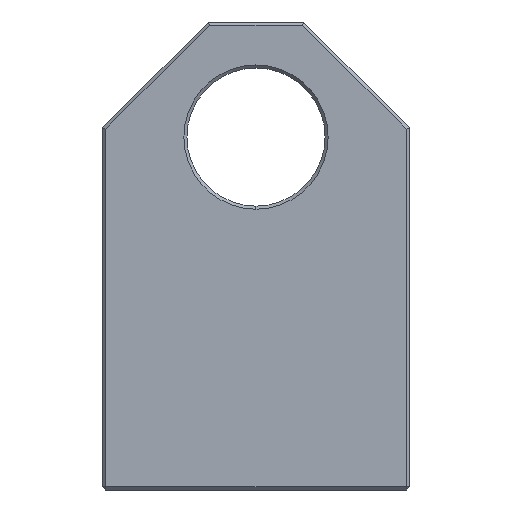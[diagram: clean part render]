
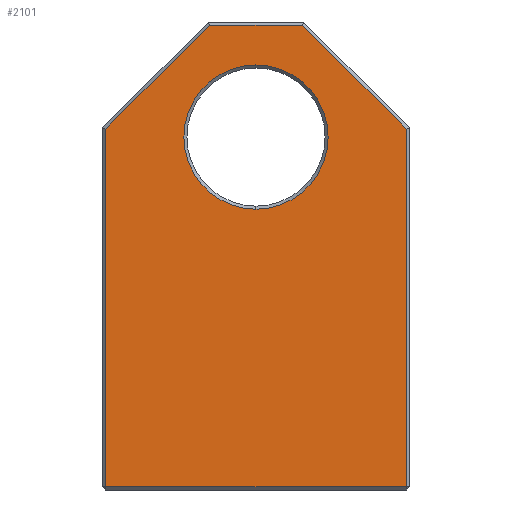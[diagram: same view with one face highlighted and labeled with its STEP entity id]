
A CAD part, left-side view. The second image highlights one B-rep face of the part: STEP entity #2101.
In plain terms, the highlighted planar face has unit normal (-1, 0, 0).
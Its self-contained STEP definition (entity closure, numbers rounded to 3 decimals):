
#33 = DIRECTION ( 'NONE',  ( 0., -1., 0. ) ) ;
#64 = DIRECTION ( 'NONE',  ( 0., 0., -1. ) ) ;
#73 = EDGE_CURVE ( 'NONE', #1130, #508, #1962, .T. ) ;
#83 = AXIS2_PLACEMENT_3D ( 'NONE', #1609, #1264, #767 ) ;
#210 = CARTESIAN_POINT ( 'NONE',  ( -9.5, 9.062, 9.062 ) ) ;
#302 = LINE ( 'NONE', #1853, #1322 ) ;
#354 = CARTESIAN_POINT ( 'NONE',  ( -9.5, 14.976, -2.9 ) ) ;
#367 = EDGE_CURVE ( 'NONE', #1203, #672, #1068, .T. ) ;
#421 = DIRECTION ( 'NONE',  ( 0., 0., 1. ) ) ;
#446 = CARTESIAN_POINT ( 'NONE',  ( -9.5, 18., -14.9 ) ) ;
#491 = DIRECTION ( 'NONE',  ( 0., 0., -1. ) ) ;
#508 = VERTEX_POINT ( 'NONE', #1184 ) ;
#664 = CARTESIAN_POINT ( 'NONE',  ( -9.5, 27.8, 0. ) ) ;
#667 = ORIENTED_EDGE ( 'NONE', *, *, #1886, .T. ) ;
#672 = VERTEX_POINT ( 'NONE', #1553 ) ;
#736 = DIRECTION ( 'NONE',  ( 0., 0.707, -0.707 ) ) ;
#767 = DIRECTION ( 'NONE',  ( 0., 0., -1. ) ) ;
#794 = ORIENTED_EDGE ( 'NONE', *, *, #1556, .T. ) ;
#837 = VERTEX_POINT ( 'NONE', #446 ) ;
#896 = FACE_BOUND ( 'NONE', #1657, .T. ) ;
#904 = DIRECTION ( 'NONE',  ( 0., 1., 0. ) ) ;
#934 = CIRCLE ( 'NONE', #83, 4.7 ) ;
#1043 = LINE ( 'NONE', #1221, #1364 ) ;
#1068 = LINE ( 'NONE', #1401, #1375 ) ;
#1102 = CARTESIAN_POINT ( 'NONE',  ( -9.5, 0., 0. ) ) ;
#1106 = VECTOR ( 'NONE', #491, 1000. ) ;
#1119 = ORIENTED_EDGE ( 'NONE', *, *, #367, .T. ) ;
#1130 = VERTEX_POINT ( 'NONE', #2221 ) ;
#1184 = CARTESIAN_POINT ( 'NONE',  ( -9.5, 8.2, -9.676 ) ) ;
#1203 = VERTEX_POINT ( 'NONE', #354 ) ;
#1221 = CARTESIAN_POINT ( 'NONE',  ( -9.5, 0., -33. ) ) ;
#1264 = DIRECTION ( 'NONE',  ( 1., 0., 0. ) ) ;
#1305 = EDGE_CURVE ( 'NONE', #672, #1638, #2095, .T. ) ;
#1322 = VECTOR ( 'NONE', #1448, 1000. ) ;
#1364 = VECTOR ( 'NONE', #33, 1000. ) ;
#1374 = VECTOR ( 'NONE', #736, 1000. ) ;
#1375 = VECTOR ( 'NONE', #904, 1000. ) ;
#1401 = CARTESIAN_POINT ( 'NONE',  ( -9.5, 0., -2.9 ) ) ;
#1408 = AXIS2_PLACEMENT_3D ( 'NONE', #1846, #1534, #1892 ) ;
#1448 = DIRECTION ( 'NONE',  ( 0., 0.707, 0.707 ) ) ;
#1451 = ORIENTED_EDGE ( 'NONE', *, *, #1904, .T. ) ;
#1522 = VECTOR ( 'NONE', #421, 1000. ) ;
#1528 = ORIENTED_EDGE ( 'NONE', *, *, #2035, .T. ) ;
#1534 = DIRECTION ( 'NONE',  ( 1., 0., 0. ) ) ;
#1553 = CARTESIAN_POINT ( 'NONE',  ( -9.5, 21.024, -2.9 ) ) ;
#1556 = EDGE_CURVE ( 'NONE', #837, #1762, #1969, .T. ) ;
#1567 = ORIENTED_EDGE ( 'NONE', *, *, #1861, .T. ) ;
#1595 = ORIENTED_EDGE ( 'NONE', *, *, #73, .T. ) ;
#1599 = CARTESIAN_POINT ( 'NONE',  ( -9.5, 18., -5.5 ) ) ;
#1609 = CARTESIAN_POINT ( 'NONE',  ( -9.5, 18., -10.2 ) ) ;
#1617 = CARTESIAN_POINT ( 'NONE',  ( -9.5, 27.8, -33. ) ) ;
#1638 = VERTEX_POINT ( 'NONE', #1686 ) ;
#1657 = EDGE_LOOP ( 'NONE', ( #1567, #794 ) ) ;
#1686 = CARTESIAN_POINT ( 'NONE',  ( -9.5, 27.8, -9.676 ) ) ;
#1693 = AXIS2_PLACEMENT_3D ( 'NONE', #1102, #1795, #64 ) ;
#1762 = VERTEX_POINT ( 'NONE', #1599 ) ;
#1768 = FACE_OUTER_BOUND ( 'NONE', #2111, .T. ) ;
#1787 = ORIENTED_EDGE ( 'NONE', *, *, #1305, .T. ) ;
#1795 = DIRECTION ( 'NONE',  ( 1., 0., 0. ) ) ;
#1846 = CARTESIAN_POINT ( 'NONE',  ( -9.5, 18., -10.2 ) ) ;
#1853 = CARTESIAN_POINT ( 'NONE',  ( -9.5, 8.938, -8.938 ) ) ;
#1861 = EDGE_CURVE ( 'NONE', #1762, #837, #934, .T. ) ;
#1886 = EDGE_CURVE ( 'NONE', #508, #1203, #302, .T. ) ;
#1892 = DIRECTION ( 'NONE',  ( 0., 0., -1. ) ) ;
#1904 = EDGE_CURVE ( 'NONE', #1638, #2179, #2210, .T. ) ;
#1962 = LINE ( 'NONE', #2132, #1522 ) ;
#1969 = CIRCLE ( 'NONE', #1408, 4.7 ) ;
#2035 = EDGE_CURVE ( 'NONE', #2179, #1130, #1043, .T. ) ;
#2095 = LINE ( 'NONE', #210, #1374 ) ;
#2101 = ADVANCED_FACE ( 'NONE', ( #896, #1768 ), #2122, .F. ) ;
#2111 = EDGE_LOOP ( 'NONE', ( #667, #1119, #1787, #1451, #1528, #1595 ) ) ;
#2122 = PLANE ( 'NONE',  #1693 ) ;
#2132 = CARTESIAN_POINT ( 'NONE',  ( -9.5, 8.2, 0. ) ) ;
#2179 = VERTEX_POINT ( 'NONE', #1617 ) ;
#2210 = LINE ( 'NONE', #664, #1106 ) ;
#2221 = CARTESIAN_POINT ( 'NONE',  ( -9.5, 8.2, -33. ) ) ;
